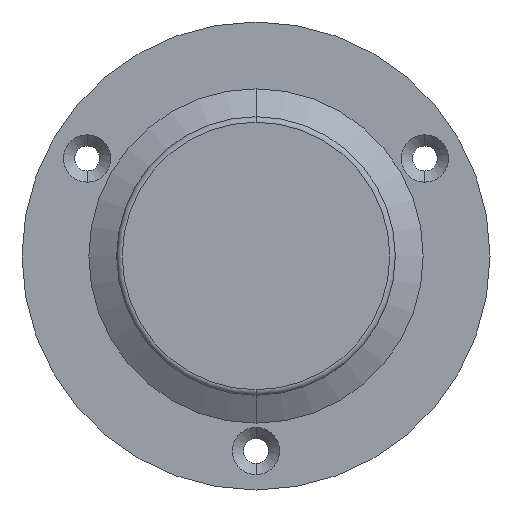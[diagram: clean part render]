
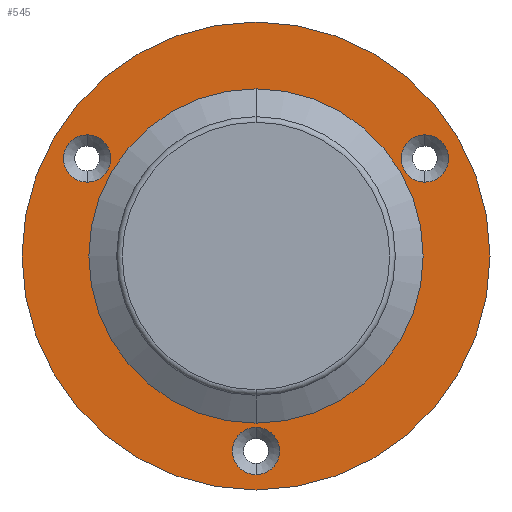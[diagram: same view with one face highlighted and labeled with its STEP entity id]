
A CAD part, front view. The second image highlights one B-rep face of the part: STEP entity #545.
In plain terms, the highlighted planar face has unit normal (0, -1, 0).
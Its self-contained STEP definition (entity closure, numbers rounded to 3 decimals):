
#14 = DIRECTION ( 'NONE',  ( 0., 1., 0. ) ) ;
#17 = CIRCLE ( 'NONE', #592, 30. ) ;
#30 = EDGE_CURVE ( 'NONE', #191, #646, #413, .T. ) ;
#43 = CARTESIAN_POINT ( 'NONE',  ( 0., -5., -30. ) ) ;
#44 = CARTESIAN_POINT ( 'NONE',  ( 0., -5., -39.25 ) ) ;
#48 = DIRECTION ( 'NONE',  ( 0., 0., -1. ) ) ;
#59 = CARTESIAN_POINT ( 'NONE',  ( 0., -5., 0. ) ) ;
#64 = DIRECTION ( 'NONE',  ( 0., 0., -1. ) ) ;
#65 = DIRECTION ( 'NONE',  ( 0., 1., 0. ) ) ;
#79 = CIRCLE ( 'NONE', #164, 30. ) ;
#80 = FACE_BOUND ( 'NONE', #281, .T. ) ;
#85 = DIRECTION ( 'NONE',  ( 0., 1., 0. ) ) ;
#98 = ORIENTED_EDGE ( 'NONE', *, *, #622, .T. ) ;
#111 = CARTESIAN_POINT ( 'NONE',  ( -30.311, -5., 21.75 ) ) ;
#118 = CARTESIAN_POINT ( 'NONE',  ( 0., -5., -35. ) ) ;
#125 = CIRCLE ( 'NONE', #834, 4.25 ) ;
#128 = CARTESIAN_POINT ( 'NONE',  ( 0., -5., 0. ) ) ;
#147 = VERTEX_POINT ( 'NONE', #801 ) ;
#164 = AXIS2_PLACEMENT_3D ( 'NONE', #865, #870, #465 ) ;
#165 = DIRECTION ( 'NONE',  ( 0., 0., -1. ) ) ;
#191 = VERTEX_POINT ( 'NONE', #540 ) ;
#198 = ORIENTED_EDGE ( 'NONE', *, *, #522, .F. ) ;
#231 = DIRECTION ( 'NONE',  ( 0., 1., 0. ) ) ;
#238 = EDGE_CURVE ( 'NONE', #477, #941, #125, .T. ) ;
#244 = AXIS2_PLACEMENT_3D ( 'NONE', #59, #904, #987 ) ;
#281 = EDGE_LOOP ( 'NONE', ( #98, #721 ) ) ;
#284 = ORIENTED_EDGE ( 'NONE', *, *, #376, .T. ) ;
#285 = CIRCLE ( 'NONE', #860, 4.25 ) ;
#303 = CARTESIAN_POINT ( 'NONE',  ( 30.311, -5., 17.5 ) ) ;
#361 = CARTESIAN_POINT ( 'NONE',  ( 0., -5., 0. ) ) ;
#364 = AXIS2_PLACEMENT_3D ( 'NONE', #303, #65, #382 ) ;
#376 = EDGE_CURVE ( 'NONE', #941, #477, #651, .T. ) ;
#380 = DIRECTION ( 'NONE',  ( 0., -1., 0. ) ) ;
#382 = DIRECTION ( 'NONE',  ( 0., 0., -1. ) ) ;
#384 = CARTESIAN_POINT ( 'NONE',  ( 30.311, -5., 17.5 ) ) ;
#388 = FACE_BOUND ( 'NONE', #544, .T. ) ;
#413 = CIRCLE ( 'NONE', #364, 4.25 ) ;
#442 = DIRECTION ( 'NONE',  ( 0., -1., 0. ) ) ;
#465 = DIRECTION ( 'NONE',  ( 0., 0., -1. ) ) ;
#472 = ORIENTED_EDGE ( 'NONE', *, *, #238, .T. ) ;
#474 = CARTESIAN_POINT ( 'NONE',  ( -30.311, -5., 17.5 ) ) ;
#477 = VERTEX_POINT ( 'NONE', #44 ) ;
#478 = CARTESIAN_POINT ( 'NONE',  ( -30.311, -5., 13.25 ) ) ;
#482 = EDGE_CURVE ( 'NONE', #713, #979, #285, .T. ) ;
#504 = AXIS2_PLACEMENT_3D ( 'NONE', #917, #669, #981 ) ;
#518 = DIRECTION ( 'NONE',  ( 0., 1., 0. ) ) ;
#522 = EDGE_CURVE ( 'NONE', #147, #943, #17, .T. ) ;
#537 = CIRCLE ( 'NONE', #244, 42. ) ;
#539 = CARTESIAN_POINT ( 'NONE',  ( 0., -5., 42. ) ) ;
#540 = CARTESIAN_POINT ( 'NONE',  ( 30.311, -5., 21.75 ) ) ;
#544 = EDGE_LOOP ( 'NONE', ( #859, #609 ) ) ;
#545 = ADVANCED_FACE ( 'NONE', ( #778, #80, #388, #634, #788 ), #552, .T. ) ;
#549 = EDGE_LOOP ( 'NONE', ( #472, #284 ) ) ;
#552 = PLANE ( 'NONE',  #692 ) ;
#574 = ORIENTED_EDGE ( 'NONE', *, *, #603, .F. ) ;
#579 = VERTEX_POINT ( 'NONE', #539 ) ;
#580 = VERTEX_POINT ( 'NONE', #629 ) ;
#592 = AXIS2_PLACEMENT_3D ( 'NONE', #128, #442, #48 ) ;
#603 = EDGE_CURVE ( 'NONE', #943, #147, #79, .T. ) ;
#607 = AXIS2_PLACEMENT_3D ( 'NONE', #384, #231, #165 ) ;
#609 = ORIENTED_EDGE ( 'NONE', *, *, #482, .T. ) ;
#620 = CARTESIAN_POINT ( 'NONE',  ( 42., -5., 0. ) ) ;
#622 = EDGE_CURVE ( 'NONE', #646, #191, #791, .T. ) ;
#629 = CARTESIAN_POINT ( 'NONE',  ( 0., -5., -42. ) ) ;
#631 = CIRCLE ( 'NONE', #767, 42. ) ;
#632 = ORIENTED_EDGE ( 'NONE', *, *, #814, .T. ) ;
#634 = FACE_OUTER_BOUND ( 'NONE', #868, .T. ) ;
#646 = VERTEX_POINT ( 'NONE', #715 ) ;
#650 = DIRECTION ( 'NONE',  ( 0., 0., -1. ) ) ;
#651 = CIRCLE ( 'NONE', #504, 4.25 ) ;
#654 = AXIS2_PLACEMENT_3D ( 'NONE', #474, #85, #1012 ) ;
#667 = EDGE_CURVE ( 'NONE', #979, #713, #739, .T. ) ;
#668 = CARTESIAN_POINT ( 'NONE',  ( 0., -5., -30.75 ) ) ;
#669 = DIRECTION ( 'NONE',  ( 0., 1., 0. ) ) ;
#676 = DIRECTION ( 'NONE',  ( 0., -1., 0. ) ) ;
#692 = AXIS2_PLACEMENT_3D ( 'NONE', #620, #380, #64 ) ;
#713 = VERTEX_POINT ( 'NONE', #111 ) ;
#715 = CARTESIAN_POINT ( 'NONE',  ( 30.311, -5., 13.25 ) ) ;
#721 = ORIENTED_EDGE ( 'NONE', *, *, #30, .T. ) ;
#739 = CIRCLE ( 'NONE', #654, 4.25 ) ;
#767 = AXIS2_PLACEMENT_3D ( 'NONE', #361, #676, #804 ) ;
#768 = CARTESIAN_POINT ( 'NONE',  ( -30.311, -5., 17.5 ) ) ;
#778 = FACE_BOUND ( 'NONE', #549, .T. ) ;
#788 = FACE_BOUND ( 'NONE', #975, .T. ) ;
#791 = CIRCLE ( 'NONE', #607, 4.25 ) ;
#801 = CARTESIAN_POINT ( 'NONE',  ( 0., -5., 30. ) ) ;
#804 = DIRECTION ( 'NONE',  ( 0., 0., -1. ) ) ;
#814 = EDGE_CURVE ( 'NONE', #580, #579, #537, .T. ) ;
#834 = AXIS2_PLACEMENT_3D ( 'NONE', #118, #14, #650 ) ;
#836 = DIRECTION ( 'NONE',  ( 0., 0., -1. ) ) ;
#859 = ORIENTED_EDGE ( 'NONE', *, *, #667, .T. ) ;
#860 = AXIS2_PLACEMENT_3D ( 'NONE', #768, #518, #836 ) ;
#865 = CARTESIAN_POINT ( 'NONE',  ( 0., -5., 0. ) ) ;
#868 = EDGE_LOOP ( 'NONE', ( #632, #968 ) ) ;
#870 = DIRECTION ( 'NONE',  ( 0., -1., 0. ) ) ;
#904 = DIRECTION ( 'NONE',  ( 0., -1., 0. ) ) ;
#917 = CARTESIAN_POINT ( 'NONE',  ( 0., -5., -35. ) ) ;
#941 = VERTEX_POINT ( 'NONE', #668 ) ;
#943 = VERTEX_POINT ( 'NONE', #43 ) ;
#968 = ORIENTED_EDGE ( 'NONE', *, *, #970, .T. ) ;
#970 = EDGE_CURVE ( 'NONE', #579, #580, #631, .T. ) ;
#975 = EDGE_LOOP ( 'NONE', ( #198, #574 ) ) ;
#979 = VERTEX_POINT ( 'NONE', #478 ) ;
#981 = DIRECTION ( 'NONE',  ( 0., 0., -1. ) ) ;
#987 = DIRECTION ( 'NONE',  ( 0., 0., -1. ) ) ;
#1012 = DIRECTION ( 'NONE',  ( 0., 0., -1. ) ) ;
